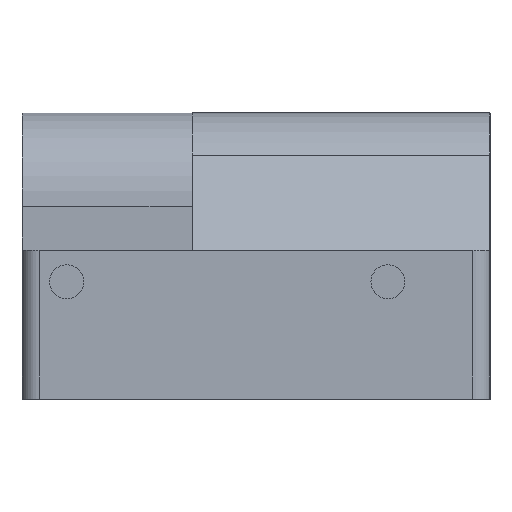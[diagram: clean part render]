
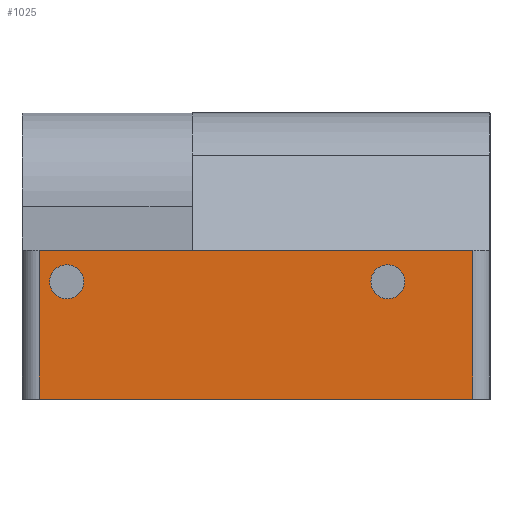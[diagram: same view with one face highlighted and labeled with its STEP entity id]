
A CAD part, left-side view. The second image highlights one B-rep face of the part: STEP entity #1025.
In plain terms, the highlighted planar face has unit normal (-1, 0, 0).
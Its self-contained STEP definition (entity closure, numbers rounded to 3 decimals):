
#24=FACE_BOUND('',#175,.T.);
#25=FACE_BOUND('',#176,.T.);
#44=CIRCLE('',#1110,2.);
#45=CIRCLE('',#1111,2.);
#120=FACE_OUTER_BOUND('',#174,.T.);
#174=EDGE_LOOP('',(#713,#714,#715,#716));
#175=EDGE_LOOP('',(#717));
#176=EDGE_LOOP('',(#718));
#252=LINE('',#1563,#347);
#253=LINE('',#1569,#348);
#254=LINE('',#1571,#349);
#255=LINE('',#1572,#350);
#347=VECTOR('',#1247,10.);
#348=VECTOR('',#1254,10.);
#349=VECTOR('',#1255,10.);
#350=VECTOR('',#1256,10.);
#443=VERTEX_POINT('',#1560);
#444=VERTEX_POINT('',#1562);
#446=VERTEX_POINT('',#1568);
#447=VERTEX_POINT('',#1570);
#448=VERTEX_POINT('',#1573);
#449=VERTEX_POINT('',#1575);
#551=EDGE_CURVE('',#443,#444,#252,.T.);
#554=EDGE_CURVE('',#443,#446,#253,.T.);
#555=EDGE_CURVE('',#446,#447,#254,.T.);
#556=EDGE_CURVE('',#447,#444,#255,.T.);
#557=EDGE_CURVE('',#448,#448,#44,.T.);
#558=EDGE_CURVE('',#449,#449,#45,.T.);
#713=ORIENTED_EDGE('',*,*,#554,.T.);
#714=ORIENTED_EDGE('',*,*,#555,.T.);
#715=ORIENTED_EDGE('',*,*,#556,.T.);
#716=ORIENTED_EDGE('',*,*,#551,.F.);
#717=ORIENTED_EDGE('',*,*,#557,.F.);
#718=ORIENTED_EDGE('',*,*,#558,.F.);
#995=PLANE('',#1109);
#1025=ADVANCED_FACE('',(#120,#24,#25),#995,.F.);
#1109=AXIS2_PLACEMENT_3D('',#1567,#1252,#1253);
#1110=AXIS2_PLACEMENT_3D('',#1574,#1257,#1258);
#1111=AXIS2_PLACEMENT_3D('',#1576,#1259,#1260);
#1247=DIRECTION('',(0.,1.,0.));
#1252=DIRECTION('center_axis',(1.,0.,0.));
#1253=DIRECTION('ref_axis',(0.,0.,-1.));
#1254=DIRECTION('',(0.,0.,1.));
#1255=DIRECTION('',(0.,1.,0.));
#1256=DIRECTION('',(0.,0.,-1.));
#1257=DIRECTION('center_axis',(-1.,0.,0.));
#1258=DIRECTION('ref_axis',(0.,0.,1.));
#1259=DIRECTION('center_axis',(-1.,0.,0.));
#1260=DIRECTION('ref_axis',(0.,0.,1.));
#1560=CARTESIAN_POINT('',(-137.1,-15.5,0.));
#1562=CARTESIAN_POINT('',(-137.1,35.5,0.));
#1563=CARTESIAN_POINT('',(-137.1,-17.5,0.));
#1567=CARTESIAN_POINT('Origin',(-137.1,-17.5,12.5));
#1568=CARTESIAN_POINT('',(-137.1,-15.5,17.5));
#1569=CARTESIAN_POINT('',(-137.1,-15.5,12.5));
#1570=CARTESIAN_POINT('',(-137.1,35.5,17.5));
#1571=CARTESIAN_POINT('',(-137.1,-17.5,17.5));
#1572=CARTESIAN_POINT('',(-137.1,35.5,9.375));
#1573=CARTESIAN_POINT('',(-137.1,-5.5,11.788));
#1574=CARTESIAN_POINT('Origin',(-137.1,-5.5,13.788));
#1575=CARTESIAN_POINT('',(-137.1,32.25,11.788));
#1576=CARTESIAN_POINT('Origin',(-137.1,32.25,13.788));
